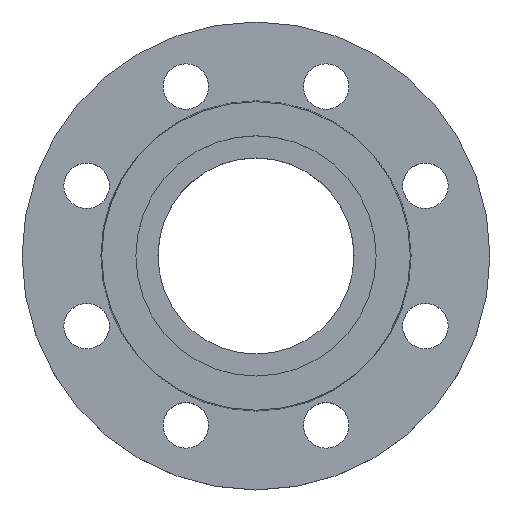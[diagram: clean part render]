
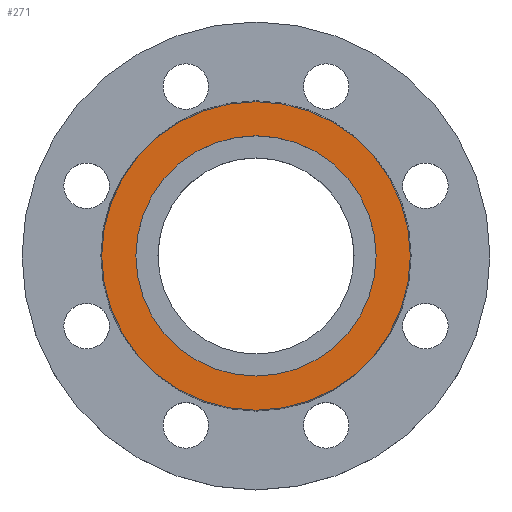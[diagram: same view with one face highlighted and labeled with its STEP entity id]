
A CAD part, top view. The second image highlights one B-rep face of the part: STEP entity #271.
In plain terms, the highlighted planar face has unit normal (0, 0, 1).
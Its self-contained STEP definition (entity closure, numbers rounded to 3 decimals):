
#25 = AXIS2_PLACEMENT_3D ( 'NONE', #988, #1089, #267 ) ;
#57 = AXIS2_PLACEMENT_3D ( 'NONE', #105, #104, #103 ) ;
#61 = CARTESIAN_POINT ( 'NONE',  ( -61., 0., 0. ) ) ;
#84 = CIRCLE ( 'NONE', #57, 47.5 ) ;
#101 = ORIENTED_EDGE ( 'NONE', *, *, #462, .F. ) ;
#103 = DIRECTION ( 'NONE',  ( -1., 0., 0. ) ) ;
#104 = DIRECTION ( 'NONE',  ( 0., 0., -1. ) ) ;
#105 = CARTESIAN_POINT ( 'NONE',  ( 0., 0., 0. ) ) ;
#109 = CIRCLE ( 'NONE', #744, 61. ) ;
#115 = CARTESIAN_POINT ( 'NONE',  ( -47.5, 0., 0. ) ) ;
#170 = CARTESIAN_POINT ( 'NONE',  ( 61., 0., 0. ) ) ;
#228 = AXIS2_PLACEMENT_3D ( 'NONE', #525, #550, #533 ) ;
#267 = DIRECTION ( 'NONE',  ( -1., 0., 0. ) ) ;
#271 = ADVANCED_FACE ( 'NONE', ( #553, #527 ), #535, .T. ) ;
#382 = DIRECTION ( 'NONE',  ( -1., 0., 0. ) ) ;
#383 = DIRECTION ( 'NONE',  ( 0., 0., -1. ) ) ;
#385 = CARTESIAN_POINT ( 'NONE',  ( 0., 0., 0. ) ) ;
#396 = CIRCLE ( 'NONE', #25, 61. ) ;
#432 = CARTESIAN_POINT ( 'NONE',  ( 47.5, 0., 0. ) ) ;
#462 = EDGE_CURVE ( 'NONE', #1030, #871, #109, .T. ) ;
#492 = DIRECTION ( 'NONE',  ( -1., 0., 0. ) ) ;
#493 = DIRECTION ( 'NONE',  ( 0., 0., -1. ) ) ;
#494 = CARTESIAN_POINT ( 'NONE',  ( 0., 0., 0. ) ) ;
#525 = CARTESIAN_POINT ( 'NONE',  ( 0., 0., 0. ) ) ;
#527 = FACE_BOUND ( 'NONE', #894, .T. ) ;
#533 = DIRECTION ( 'NONE',  ( 1., 0., 0. ) ) ;
#535 = PLANE ( 'NONE',  #228 ) ;
#550 = DIRECTION ( 'NONE',  ( 0., 0., 1. ) ) ;
#553 = FACE_OUTER_BOUND ( 'NONE', #1065, .T. ) ;
#590 = VERTEX_POINT ( 'NONE', #432 ) ;
#633 = CIRCLE ( 'NONE', #1007, 47.5 ) ;
#695 = EDGE_CURVE ( 'NONE', #953, #590, #633, .T. ) ;
#744 = AXIS2_PLACEMENT_3D ( 'NONE', #494, #493, #492 ) ;
#761 = EDGE_CURVE ( 'NONE', #871, #1030, #396, .T. ) ;
#830 = ORIENTED_EDGE ( 'NONE', *, *, #957, .T. ) ;
#871 = VERTEX_POINT ( 'NONE', #170 ) ;
#894 = EDGE_LOOP ( 'NONE', ( #948, #830 ) ) ;
#947 = ORIENTED_EDGE ( 'NONE', *, *, #761, .F. ) ;
#948 = ORIENTED_EDGE ( 'NONE', *, *, #695, .T. ) ;
#953 = VERTEX_POINT ( 'NONE', #115 ) ;
#957 = EDGE_CURVE ( 'NONE', #590, #953, #84, .T. ) ;
#988 = CARTESIAN_POINT ( 'NONE',  ( 0., 0., 0. ) ) ;
#1007 = AXIS2_PLACEMENT_3D ( 'NONE', #385, #383, #382 ) ;
#1030 = VERTEX_POINT ( 'NONE', #61 ) ;
#1065 = EDGE_LOOP ( 'NONE', ( #101, #947 ) ) ;
#1089 = DIRECTION ( 'NONE',  ( 0., 0., -1. ) ) ;
